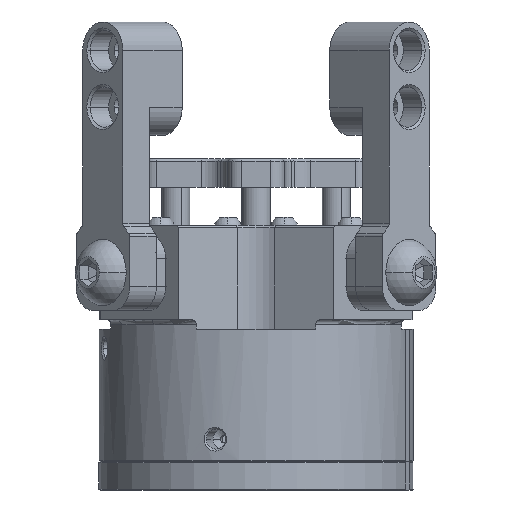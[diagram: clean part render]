
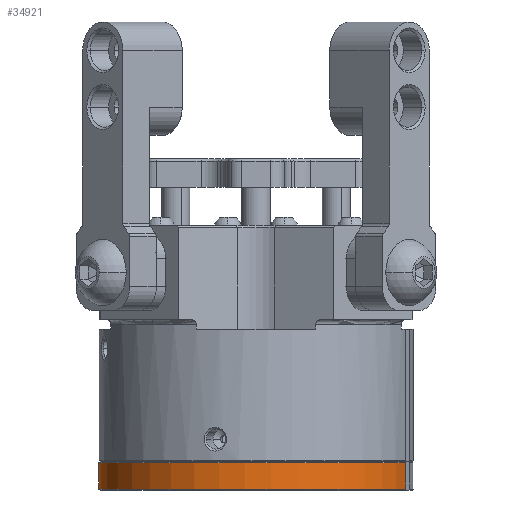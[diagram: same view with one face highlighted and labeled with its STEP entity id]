
A CAD part, front view. The second image highlights one B-rep face of the part: STEP entity #34921.
In plain terms, the highlighted cylindrical face has radius 33.25 mm (diameter 66.5 mm), a partial arc.
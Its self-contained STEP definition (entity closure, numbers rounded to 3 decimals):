
#521 = CARTESIAN_POINT ( 'NONE',  ( 0., 5.75, 0. ) ) ;
#2998 = CARTESIAN_POINT ( 'NONE',  ( 0., 6., 0. ) ) ;
#4163 = DIRECTION ( 'NONE',  ( 0., 0., 1. ) ) ;
#4742 = VECTOR ( 'NONE', #26398, 1000. ) ;
#4879 = EDGE_CURVE ( 'NONE', #24333, #39507, #5876, .T. ) ;
#4945 = EDGE_CURVE ( 'NONE', #39507, #6194, #21697, .T. ) ;
#5223 = DIRECTION ( 'NONE',  ( 0., 1., 0. ) ) ;
#5876 = LINE ( 'NONE', #11881, #4742 ) ;
#6194 = VERTEX_POINT ( 'NONE', #41187 ) ;
#7112 = ORIENTED_EDGE ( 'NONE', *, *, #4945, .T. ) ;
#7435 = EDGE_CURVE ( 'NONE', #6194, #29239, #15983, .T. ) ;
#11881 = CARTESIAN_POINT ( 'NONE',  ( 0., 6., -33.25 ) ) ;
#13211 = CARTESIAN_POINT ( 'NONE',  ( -10.094, 6., 31.681 ) ) ;
#15983 = LINE ( 'NONE', #13211, #34101 ) ;
#16900 = AXIS2_PLACEMENT_3D ( 'NONE', #521, #25793, #4163 ) ;
#19784 = CIRCLE ( 'NONE', #16900, 33.25 ) ;
#21697 = CIRCLE ( 'NONE', #22252, 33.25 ) ;
#22252 = AXIS2_PLACEMENT_3D ( 'NONE', #26860, #5223, #30538 ) ;
#24333 = VERTEX_POINT ( 'NONE', #28097 ) ;
#24456 = DIRECTION ( 'NONE',  ( 0., 0., -1. ) ) ;
#24625 = DIRECTION ( 'NONE',  ( 0., -1., 0. ) ) ;
#25543 = CARTESIAN_POINT ( 'NONE',  ( 0., 0.2, -33.25 ) ) ;
#25793 = DIRECTION ( 'NONE',  ( 0., -1., 0. ) ) ;
#26398 = DIRECTION ( 'NONE',  ( 0., -1., 0. ) ) ;
#26860 = CARTESIAN_POINT ( 'NONE',  ( 0., 0.2, 0. ) ) ;
#28097 = CARTESIAN_POINT ( 'NONE',  ( 0., 5.75, -33.25 ) ) ;
#29239 = VERTEX_POINT ( 'NONE', #29695 ) ;
#29695 = CARTESIAN_POINT ( 'NONE',  ( -10.094, 5.75, 31.681 ) ) ;
#30538 = DIRECTION ( 'NONE',  ( 0., 0., 1. ) ) ;
#32845 = EDGE_CURVE ( 'NONE', #29239, #24333, #19784, .T. ) ;
#34101 = VECTOR ( 'NONE', #35959, 1000. ) ;
#34921 = ADVANCED_FACE ( 'NONE', ( #36649 ), #35484, .T. ) ;
#35484 = CYLINDRICAL_SURFACE ( 'NONE', #44035, 33.25 ) ;
#35737 = ORIENTED_EDGE ( 'NONE', *, *, #32845, .T. ) ;
#35959 = DIRECTION ( 'NONE',  ( 0., 1., 0. ) ) ;
#36427 = ORIENTED_EDGE ( 'NONE', *, *, #4879, .T. ) ;
#36649 = FACE_OUTER_BOUND ( 'NONE', #44100, .T. ) ;
#39485 = ORIENTED_EDGE ( 'NONE', *, *, #7435, .T. ) ;
#39507 = VERTEX_POINT ( 'NONE', #25543 ) ;
#41187 = CARTESIAN_POINT ( 'NONE',  ( -10.094, 0.2, 31.681 ) ) ;
#44035 = AXIS2_PLACEMENT_3D ( 'NONE', #2998, #24625, #24456 ) ;
#44100 = EDGE_LOOP ( 'NONE', ( #35737, #36427, #7112, #39485 ) ) ;
